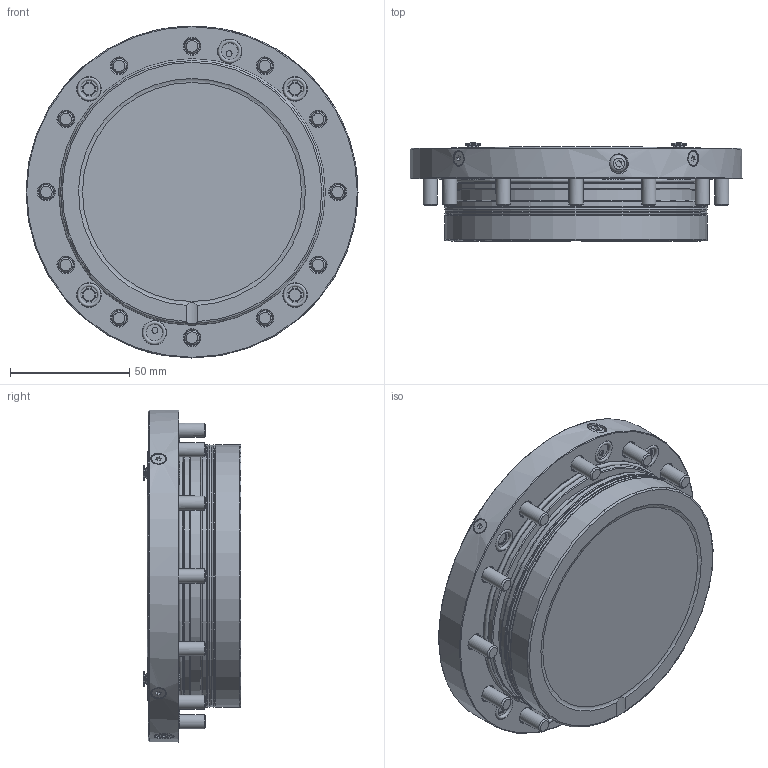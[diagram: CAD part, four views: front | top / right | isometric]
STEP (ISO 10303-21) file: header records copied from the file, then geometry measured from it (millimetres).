
FILE_DESCRIPTION (( 'STEP AP214' ), '1' );
FILE_NAME ('STARK_806 024_B.STEP', '2019-11-20T13:32:29', ( '' ), ( '' ), 'SwSTEP 2.0', 'SolidWorks 2019', '' );
FILE_SCHEMA (( 'AUTOMOTIVE_DESIGN' ));
Length unit declared in the file: millimetre
Products named in the file (1): STARK_806 024_B
Bounding box: 139 x 41 x 139 mm (x, y, z)
Volume: 406736.3 mm3; surface area: 59374 mm2
Topology: 1 solids, 10 shells, 588 faces, 1400 edges, 921 vertices
Faces by surface type: cylinder 193, plane 182, cone 132, torus 65, sphere 16
Full cylindrical faces by diameter (mm): 0.4 x4, 0.8 x24, 1.8 x2, 2.5 x2, 4.8 x20, 5 x4, 5.2 x16, 5.95 x8, 6 x20, 6.8 x12, 7 x1, 7.6 x1, 8 x2, 10 x11, 11 x12, 30.4 x3, 32.208 x2, 35 x1, 46.95 x1, 47 x2, 48 x1, 102.411 x1, 102.5 x1, 107.619 x2, 108.2 x1, 110 x3, 139 x1
Entity records: 22881 total; most frequent: CARTESIAN_POINT 7092, DIRECTION 2298, ORIENTED_EDGE 1814, AXIS2_PLACEMENT_3D 1087, EDGE_LOOP 1006, EDGE_CURVE 907, FACE_OUTER_BOUND 791, VERTEX_POINT 735
